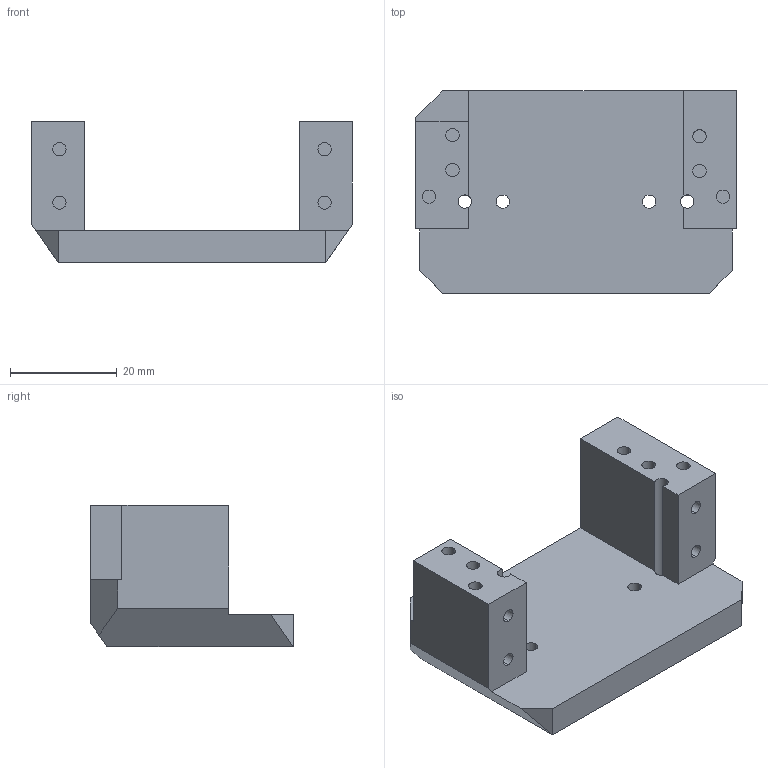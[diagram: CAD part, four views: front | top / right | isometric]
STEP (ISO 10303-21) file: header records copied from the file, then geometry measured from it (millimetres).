
FILE_DESCRIPTION (( 'STEP AP214' ), '1' );
FILE_NAME ('AR4_SG1_base.STEP', '2023-08-31T20:23:09', ( '' ), ( '' ), 'SwSTEP 2.0', 'SolidWorks 2021', '' );
FILE_SCHEMA (( 'AUTOMOTIVE_DESIGN' ));
Length unit declared in the file: millimetre
Products named in the file (1): AR4_SG1_base
Bounding box: 60 x 37.8 x 26.4 mm (x, y, z)
Volume: 20852 mm3; surface area: 8678.5 mm2
Topology: 1 solids, 1 shells, 61 faces, 150 edges, 99 vertices
Faces by surface type: plane 33, cylinder 28
Entity records: 1870 total; most frequent: DIRECTION 334, CARTESIAN_POINT 311, ORIENTED_EDGE 300, EDGE_CURVE 150, AXIS2_PLACEMENT_3D 122, VERTEX_POINT 99, LINE 90, VECTOR 90
